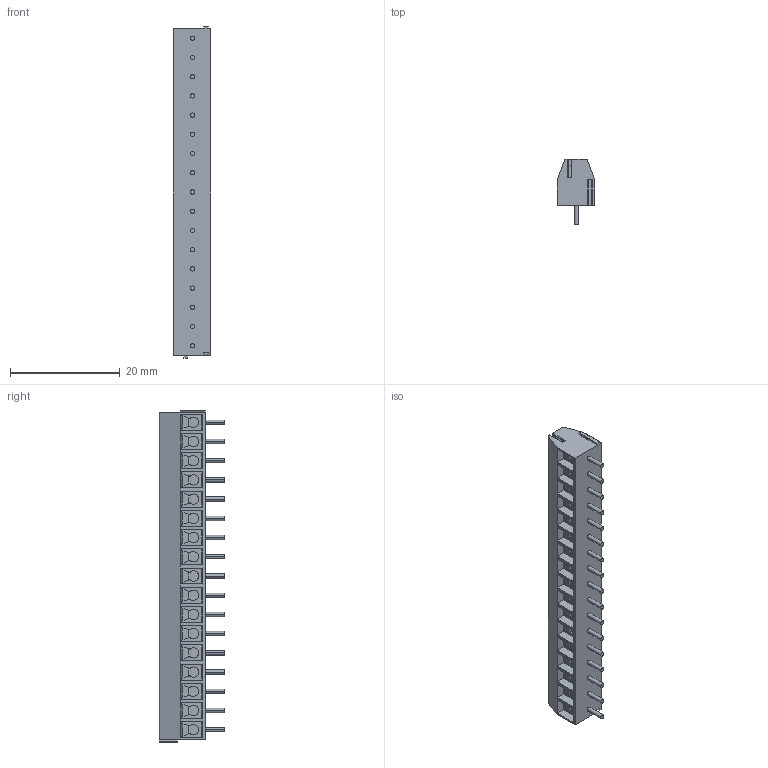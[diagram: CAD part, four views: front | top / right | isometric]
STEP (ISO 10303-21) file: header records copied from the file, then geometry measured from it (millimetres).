
FILE_DESCRIPTION((''),'2;1');
FILE_NAME('TL001V-XXP-XS','2024-10-22T16:26:03',('yanfa'),(''),'CREO PARAMETRIC BY PTC INC, 2018100','CREO PARAMETRIC BY PTC INC, 2018100','');
FILE_SCHEMA(('CONFIG_CONTROL_DESIGN'));
Length unit declared in the file: millimetre
Products named in the file (1): TL001V-XXP-XS
Bounding box: 6.8 x 11.9 x 60.46 mm (x, y, z)
Volume: 2678.2 mm3; surface area: 2735.6 mm2
Topology: 1 solids, 1 shells, 735 faces, 2029 edges, 1330 vertices
Faces by surface type: plane 449, cylinder 252, torus 34
Entity records: 24116 total; most frequent: CARTESIAN_POINT 5325, ORIENTED_EDGE 4058, DIRECTION 3731, EDGE_CURVE 2029, VERTEX_POINT 1330, VECTOR 1253, LINE 1253, AXIS2_PLACEMENT_3D 1239
